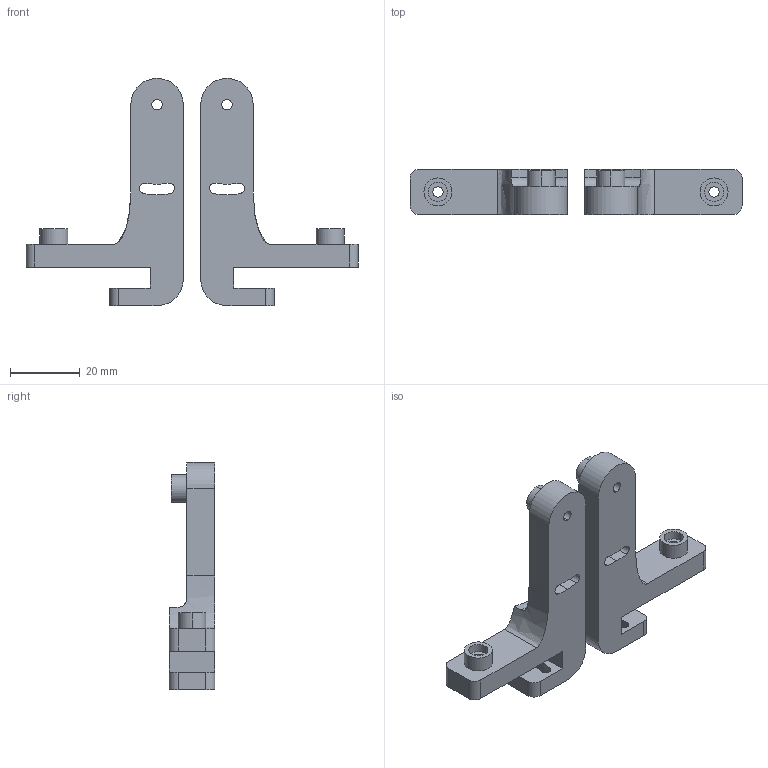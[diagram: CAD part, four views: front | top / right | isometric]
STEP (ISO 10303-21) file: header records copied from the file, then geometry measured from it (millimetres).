
FILE_DESCRIPTION (( 'STEP AP203' ), '1' );
FILE_NAME ('robDogLegV5.STEP', '2024-07-13T12:20:32', ( '' ), ( '' ), 'SwSTEP 2.0', 'SolidWorks 2023', '' );
FILE_SCHEMA (( 'CONFIG_CONTROL_DESIGN' ));
Length unit declared in the file: millimetre
Products named in the file (1): robDogLegV5
Bounding box: 95 x 13 x 65 mm (x, y, z)
Volume: 22602.2 mm3; surface area: 11390.4 mm2
Topology: 2 solids, 2 shells, 142 faces, 372 edges, 248 vertices
Faces by surface type: cylinder 100, plane 38, torus 2, bspline 2
Entity records: 4713 total; most frequent: CARTESIAN_POINT 935, DIRECTION 840, ORIENTED_EDGE 744, EDGE_CURVE 372, AXIS2_PLACEMENT_3D 343, VERTEX_POINT 248, CIRCLE 202, EDGE_LOOP 172
